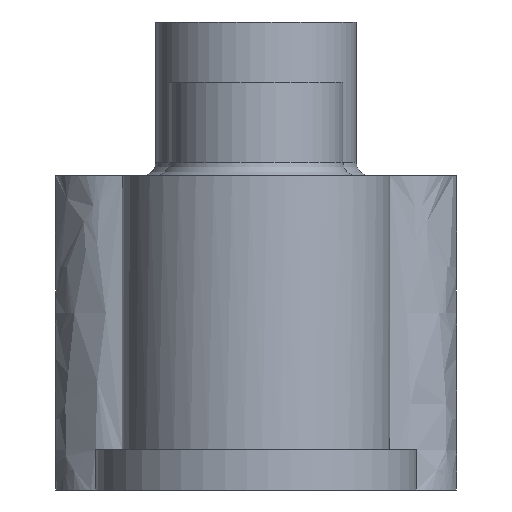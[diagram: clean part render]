
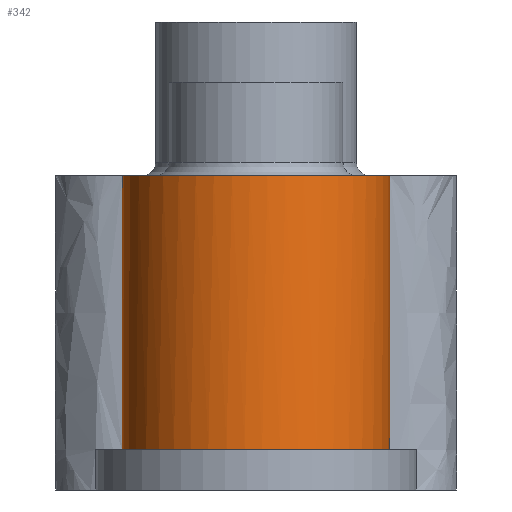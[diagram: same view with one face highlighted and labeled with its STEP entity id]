
A CAD part, left-side view. The second image highlights one B-rep face of the part: STEP entity #342.
In plain terms, the highlighted free-form (B-spline) face has degree [2, 1] with [5, 2] control points.
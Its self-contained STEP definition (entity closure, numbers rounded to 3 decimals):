
#38 = VERTEX_POINT('',#39);
#39 = CARTESIAN_POINT('',(-48.763,22.681,
    53.3));
#44 = EDGE_CURVE('',#38,#45,#47,.T.);
#45 = VERTEX_POINT('',#46);
#46 = CARTESIAN_POINT('',(-48.763,-22.681,53.3
    ));
#47 = ( BOUNDED_CURVE() B_SPLINE_CURVE(2,(#48,#49,#50,#51,#52),
.UNSPECIFIED.,.F.,.F.) B_SPLINE_CURVE_WITH_KNOTS((3,2,3),(1.571
,3.142,4.712),.PIECEWISE_BEZIER_KNOTS.) CURVE() 
GEOMETRIC_REPRESENTATION_ITEM() RATIONAL_B_SPLINE_CURVE((1.,
0.707,1.,0.707,1.)) REPRESENTATION_ITEM('') );
#48 = CARTESIAN_POINT('',(-48.763,22.681,
    53.3));
#49 = CARTESIAN_POINT('',(-71.444,22.681,
    53.3));
#50 = CARTESIAN_POINT('',(-71.444,0.,
    53.3));
#51 = CARTESIAN_POINT('',(-71.444,-22.681,53.3
    ));
#52 = CARTESIAN_POINT('',(-48.763,-22.681,53.3
    ));
#262 = VERTEX_POINT('',#263);
#263 = CARTESIAN_POINT('',(-48.763,22.681,
    6.804));
#274 = EDGE_CURVE('',#262,#38,#275,.T.);
#275 = B_SPLINE_CURVE_WITH_KNOTS('',1,(#276,#277),.UNSPECIFIED.,.F.,.F.,
  (2,2),(6.,47.),.PIECEWISE_BEZIER_KNOTS.);
#276 = CARTESIAN_POINT('',(-48.763,22.681,
    6.804));
#277 = CARTESIAN_POINT('',(-48.763,22.681,
    53.3));
#342 = ADVANCED_FACE('',(#343),#362,.T.);
#343 = FACE_BOUND('',#344,.T.);
#344 = EDGE_LOOP('',(#345,#352,#353,#354));
#345 = ORIENTED_EDGE('',*,*,#346,.T.);
#346 = EDGE_CURVE('',#347,#45,#349,.T.);
#347 = VERTEX_POINT('',#348);
#348 = CARTESIAN_POINT('',(-48.763,-22.681,6.804
    ));
#349 = B_SPLINE_CURVE_WITH_KNOTS('',1,(#350,#351),.UNSPECIFIED.,.F.,.F.,
  (2,2),(6.,47.),.PIECEWISE_BEZIER_KNOTS.);
#350 = CARTESIAN_POINT('',(-48.763,-22.681,6.804
    ));
#351 = CARTESIAN_POINT('',(-48.763,-22.681,
    53.3));
#352 = ORIENTED_EDGE('',*,*,#44,.F.);
#353 = ORIENTED_EDGE('',*,*,#274,.F.);
#354 = ORIENTED_EDGE('',*,*,#355,.F.);
#355 = EDGE_CURVE('',#347,#262,#356,.T.);
#356 = ( BOUNDED_CURVE() B_SPLINE_CURVE(2,(#357,#358,#359,#360,#361),
.UNSPECIFIED.,.F.,.F.) B_SPLINE_CURVE_WITH_KNOTS((3,2,3),(1.571
,3.142,4.712),.PIECEWISE_BEZIER_KNOTS.) CURVE() 
GEOMETRIC_REPRESENTATION_ITEM() RATIONAL_B_SPLINE_CURVE((1.,
0.707,1.,0.707,1.)) REPRESENTATION_ITEM('') );
#357 = CARTESIAN_POINT('',(-48.763,-22.681,6.804
    ));
#358 = CARTESIAN_POINT('',(-71.444,-22.681,6.804
    ));
#359 = CARTESIAN_POINT('',(-71.444,0.,
    6.804));
#360 = CARTESIAN_POINT('',(-71.444,22.681,
    6.804));
#361 = CARTESIAN_POINT('',(-48.763,22.681,
    6.804));
#362 = ( BOUNDED_SURFACE() B_SPLINE_SURFACE(2,1,(
    (#363,#364)
    ,(#365,#366)
    ,(#367,#368)
    ,(#369,#370)
,(#371,#372
    )),.UNSPECIFIED.,.F.,.F.,.F.) B_SPLINE_SURFACE_WITH_KNOTS((3,2,3),(2
    ,2),(1.571,3.142,4.712),(-47.,-6.),
.PIECEWISE_BEZIER_KNOTS.) GEOMETRIC_REPRESENTATION_ITEM() 
RATIONAL_B_SPLINE_SURFACE((
    (1.,1.)
    ,(0.707,0.707)
    ,(1.,1.)
    ,(0.707,0.707)
,(1.,1.))) REPRESENTATION_ITEM('') SURFACE() );
#363 = CARTESIAN_POINT('',(-48.763,-22.681,
    53.3));
#364 = CARTESIAN_POINT('',(-48.763,-22.681,6.804
    ));
#365 = CARTESIAN_POINT('',(-71.444,-22.681,
    53.3));
#366 = CARTESIAN_POINT('',(-71.444,-22.681,6.804
    ));
#367 = CARTESIAN_POINT('',(-71.444,0.,
    53.3));
#368 = CARTESIAN_POINT('',(-71.444,0.,
    6.804));
#369 = CARTESIAN_POINT('',(-71.444,22.681,
    53.3));
#370 = CARTESIAN_POINT('',(-71.444,22.681,
    6.804));
#371 = CARTESIAN_POINT('',(-48.763,22.681,
    53.3));
#372 = CARTESIAN_POINT('',(-48.763,22.681,
    6.804));
